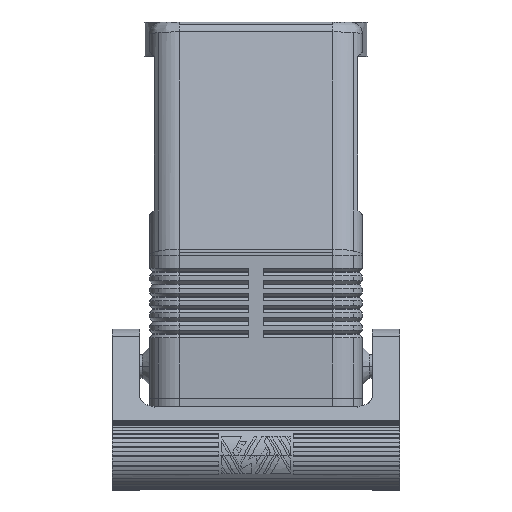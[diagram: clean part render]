
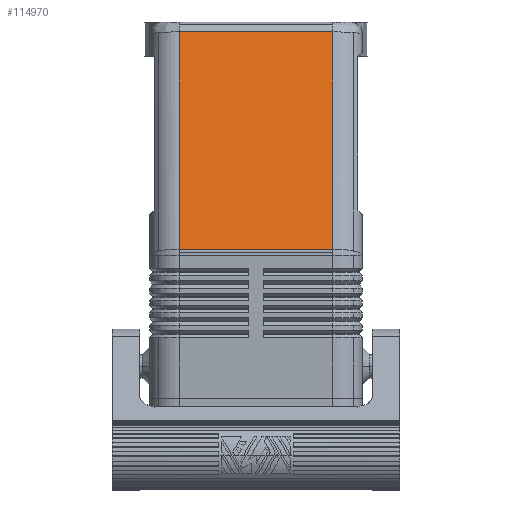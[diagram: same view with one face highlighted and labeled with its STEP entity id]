
A CAD part, left-side view. The second image highlights one B-rep face of the part: STEP entity #114970.
In plain terms, the highlighted planar face has unit normal (-0.98, 0, 0.2).
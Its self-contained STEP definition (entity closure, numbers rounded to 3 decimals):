
#30980=CARTESIAN_POINT('',(-59.879,-15.5,35.094));
#30990=VERTEX_POINT('',#30980);
#114600=CARTESIAN_POINT('',(-50.5,0.,81.));
#114610=DIRECTION('',(-0.98,0.,0.2));
#114620=DIRECTION('',(0.2,0.,0.98));
#114630=AXIS2_PLACEMENT_3D('',#114600,#114610,#114620);
#114640=PLANE('',#114630);
#114650=CARTESIAN_POINT('',(-59.879,-15.5,35.094));
#114660=DIRECTION('',(0.,1.,0.));
#114670=VECTOR('',#114660,31.);
#114680=LINE('',#114650,#114670);
#114690=CARTESIAN_POINT('',(-59.879,15.5,35.094));
#114700=VERTEX_POINT('',#114690);
#114710=EDGE_CURVE('',#30990,#114700,#114680,.T.);
#114720=ORIENTED_EDGE('',*,*,#114710,.F.);
#114730=CARTESIAN_POINT('',(-59.879,15.5,35.094));
#114740=DIRECTION('',(0.2,0.,0.98));
#114750=VECTOR('',#114740,44.813);
#114760=LINE('',#114730,#114750);
#114770=CARTESIAN_POINT('',(-50.909,15.5,79.));
#114780=VERTEX_POINT('',#114770);
#114790=EDGE_CURVE('',#114700,#114780,#114760,.T.);
#114800=ORIENTED_EDGE('',*,*,#114790,.F.);
#114810=CARTESIAN_POINT('',(-50.909,15.5,79.));
#114820=DIRECTION('',(0.,-1.,0.));
#114830=VECTOR('',#114820,31.);
#114840=LINE('',#114810,#114830);
#114850=CARTESIAN_POINT('',(-50.909,-15.5,79.));
#114860=VERTEX_POINT('',#114850);
#114870=EDGE_CURVE('',#114780,#114860,#114840,.T.);
#114880=ORIENTED_EDGE('',*,*,#114870,.F.);
#114890=CARTESIAN_POINT('',(-50.909,-15.5,79.));
#114900=DIRECTION('',(-0.2,0.,-0.98));
#114910=VECTOR('',#114900,44.813);
#114920=LINE('',#114890,#114910);
#114930=EDGE_CURVE('',#114860,#30990,#114920,.T.);
#114940=ORIENTED_EDGE('',*,*,#114930,.F.);
#114950=EDGE_LOOP('',(#114940,#114880,#114800,#114720));
#114960=FACE_OUTER_BOUND('',#114950,.T.);
#114970=ADVANCED_FACE('',(#114960),#114640,.T.);
